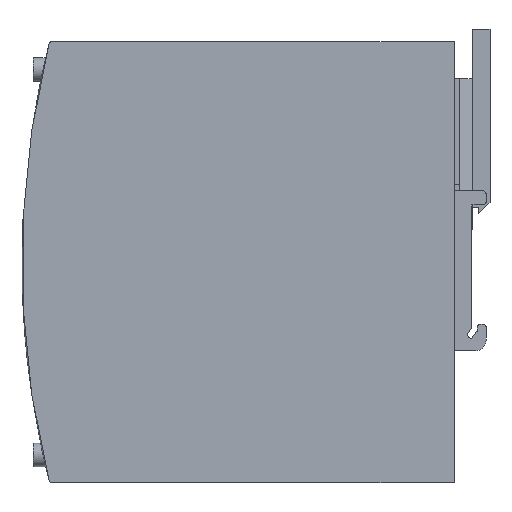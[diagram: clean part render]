
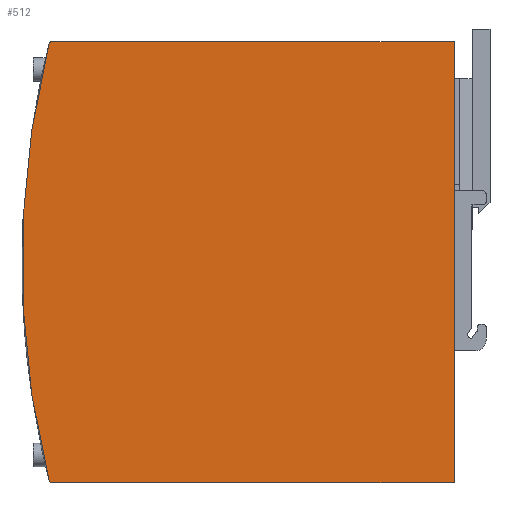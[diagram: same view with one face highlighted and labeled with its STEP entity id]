
A CAD part, front view. The second image highlights one B-rep face of the part: STEP entity #512.
In plain terms, the highlighted planar face has unit normal (0, -1, 0).
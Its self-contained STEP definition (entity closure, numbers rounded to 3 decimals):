
#512=ADVANCED_FACE('',(#3682),#3684,.T.);
#3682=FACE_BOUND('',#3683,.T.);
#3683=EDGE_LOOP('',(#6566,#6567,#6568,#6569,#6570,#6571));
#3684=PLANE('',#3685);
#3685=AXIS2_PLACEMENT_3D('',#3686,#3687,#3688);
#3686=CARTESIAN_POINT('',(0.,-2.5,0.));
#3687=DIRECTION('',(0.,-1.,0.));
#3688=DIRECTION('',(0.,0.,-1.));
#6566=ORIENTED_EDGE('',*,*,#8354,.T.);
#6567=ORIENTED_EDGE('',*,*,#8355,.T.);
#6568=ORIENTED_EDGE('',*,*,#8356,.T.);
#6569=ORIENTED_EDGE('',*,*,#8357,.T.);
#6570=ORIENTED_EDGE('',*,*,#8207,.T.);
#6571=ORIENTED_EDGE('',*,*,#8353,.T.);
#8207=EDGE_CURVE('',#9168,#9166,#9169,.T.);
#8353=EDGE_CURVE('',#9166,#9410,#9412,.T.);
#8354=EDGE_CURVE('',#9410,#9413,#9414,.T.);
#8355=EDGE_CURVE('',#9413,#9415,#9416,.T.);
#8356=EDGE_CURVE('',#9415,#9417,#9418,.T.);
#8357=EDGE_CURVE('',#9417,#9168,#9419,.T.);
#9166=VERTEX_POINT('',#10911);
#9168=VERTEX_POINT('',#10915);
#9169=CIRCLE('',#10916,250.7);
#9410=VERTEX_POINT('',#11864);
#9412=CIRCLE('',#11868,0.7);
#9413=VERTEX_POINT('',#11872);
#9414=LINE('',#11873,#11874);
#9415=VERTEX_POINT('',#11876);
#9416=LINE('',#11877,#11878);
#9417=VERTEX_POINT('',#11880);
#9418=LINE('',#11881,#11882);
#9419=CIRCLE('',#11884,0.7);
#10911=CARTESIAN_POINT('',(-50.599,-2.5,-66.805));
#10915=CARTESIAN_POINT('',(-50.599,-2.5,56.138));
#10916=AXIS2_PLACEMENT_3D('',#10917,#10918,#10919);
#10917=CARTESIAN_POINT('',(192.447,-2.5,-5.334));
#10918=DIRECTION('',(0.,-1.,0.));
#10919=DIRECTION('',(-0.969,0.,0.245));
#11864=CARTESIAN_POINT('',(-49.921,-2.5,-67.334));
#11868=AXIS2_PLACEMENT_3D('',#11869,#11870,#11871);
#11869=CARTESIAN_POINT('',(-49.921,-2.5,-66.634));
#11870=DIRECTION('',(0.,-1.,0.));
#11871=DIRECTION('',(-0.969,0.,-0.245));
#11872=CARTESIAN_POINT('',(63.347,-2.5,-67.334));
#11873=CARTESIAN_POINT('',(-49.921,-2.5,-67.334));
#11874=VECTOR('',#11875,1.);
#11875=DIRECTION('',(1.,0.,0.));
#11876=CARTESIAN_POINT('',(63.347,-2.5,56.666));
#11877=CARTESIAN_POINT('',(63.347,-2.5,-67.334));
#11878=VECTOR('',#11879,1.);
#11879=DIRECTION('',(0.,0.,1.));
#11880=CARTESIAN_POINT('',(-49.921,-2.5,56.666));
#11881=CARTESIAN_POINT('',(63.347,-2.5,56.666));
#11882=VECTOR('',#11883,1.);
#11883=DIRECTION('',(-1.,0.,0.));
#11884=AXIS2_PLACEMENT_3D('',#11885,#11886,#11887);
#11885=CARTESIAN_POINT('',(-49.921,-2.5,55.966));
#11886=DIRECTION('',(0.,-1.,0.));
#11887=DIRECTION('',(0.,0.,1.));
